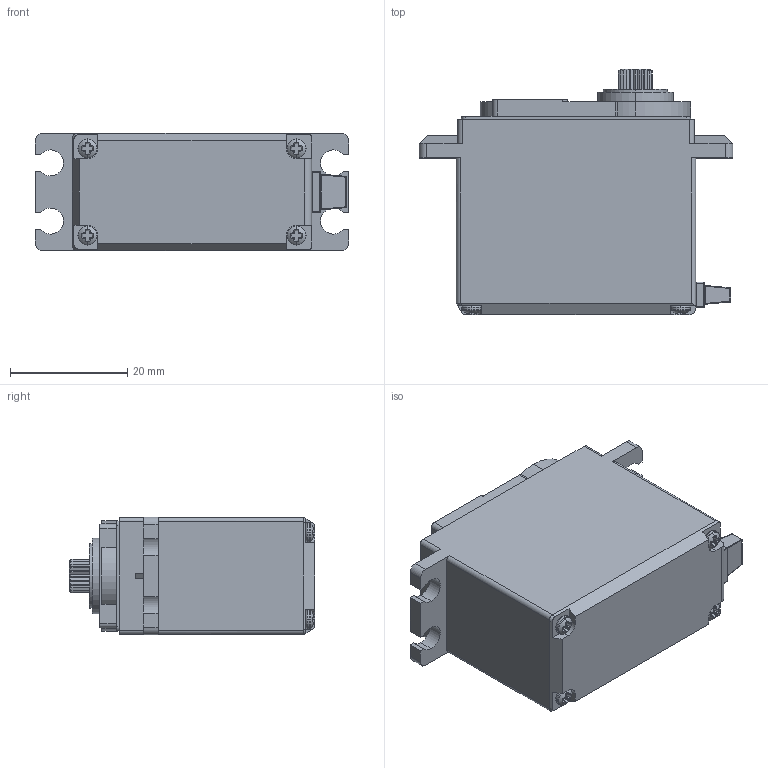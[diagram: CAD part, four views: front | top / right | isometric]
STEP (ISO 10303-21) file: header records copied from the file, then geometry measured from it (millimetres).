
FILE_DESCRIPTION (( 'STEP AP203' ), '1' );
FILE_NAME ('HSR-1425CR.STEP', '2016-10-20T15:02:55', ( '' ), ( '' ), 'SwSTEP 2.0', 'SolidWorks 2014', '' );
FILE_SCHEMA (( 'CONFIG_CONTROL_DESIGN' ));
Length unit declared in the file: inch
Products named in the file (1): HSR-1425CR
Bounding box: 53.44 x 41.88 x 19.99 mm (x, y, z)
Volume: 29655.2 mm3; surface area: 6916.9 mm2
Topology: 1 solids, 1 shells, 457 faces, 1212 edges, 758 vertices
Faces by surface type: plane 205, cylinder 147, cone 45, bspline 24, sphere 20, torus 16
Entity records: 14477 total; most frequent: CARTESIAN_POINT 3490, ORIENTED_EDGE 2400, DIRECTION 2220, EDGE_CURVE 1200, AXIS2_PLACEMENT_3D 820, VERTEX_POINT 758, VECTOR 580, LINE 580
